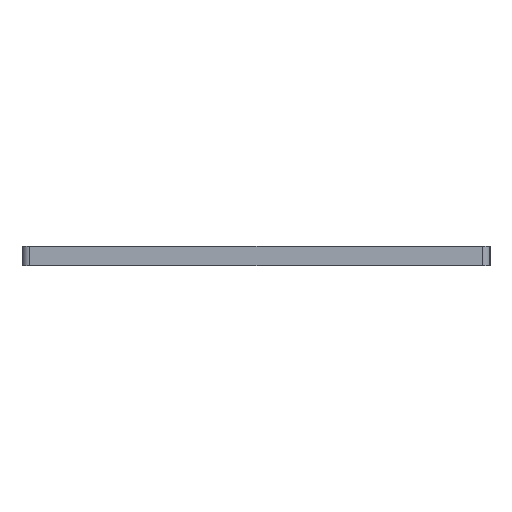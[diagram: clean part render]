
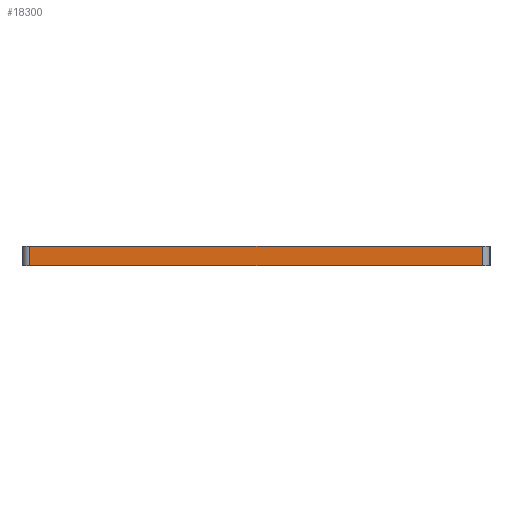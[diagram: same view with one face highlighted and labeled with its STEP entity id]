
A CAD part, left-side view. The second image highlights one B-rep face of the part: STEP entity #18300.
In plain terms, the highlighted planar face has unit normal (-1, 0, 0).
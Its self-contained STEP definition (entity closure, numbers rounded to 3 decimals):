
#908 = CARTESIAN_POINT ( 'NONE',  ( -225., -145., 6.35 ) ) ;
#2711 = VERTEX_POINT ( 'NONE', #14347 ) ;
#3049 = EDGE_CURVE ( 'NONE', #7598, #2711, #13101, .T. ) ;
#3699 = FACE_OUTER_BOUND ( 'NONE', #20482, .T. ) ;
#3828 = EDGE_CURVE ( 'NONE', #21279, #7598, #6082, .T. ) ;
#5122 = DIRECTION ( 'NONE',  ( 0., 1., 0. ) ) ;
#5452 = CARTESIAN_POINT ( 'NONE',  ( -225., 150., 6.35 ) ) ;
#6082 = LINE ( 'NONE', #19906, #15539 ) ;
#6684 = CARTESIAN_POINT ( 'NONE',  ( -225., 150., -6.35 ) ) ;
#7063 = CARTESIAN_POINT ( 'NONE',  ( -225., -145., 6.35 ) ) ;
#7425 = DIRECTION ( 'NONE',  ( 0., 0., -1. ) ) ;
#7589 = CARTESIAN_POINT ( 'NONE',  ( -225., 145., -6.35 ) ) ;
#7598 = VERTEX_POINT ( 'NONE', #7589 ) ;
#8705 = VECTOR ( 'NONE', #23109, 1000. ) ;
#8900 = VECTOR ( 'NONE', #19153, 1000. ) ;
#9258 = LINE ( 'NONE', #7063, #8705 ) ;
#9425 = VECTOR ( 'NONE', #16099, 1000. ) ;
#9548 = ORIENTED_EDGE ( 'NONE', *, *, #17941, .T. ) ;
#10576 = ORIENTED_EDGE ( 'NONE', *, *, #3049, .T. ) ;
#11936 = ORIENTED_EDGE ( 'NONE', *, *, #21169, .F. ) ;
#12222 = PLANE ( 'NONE',  #17957 ) ;
#13101 = LINE ( 'NONE', #6684, #8900 ) ;
#14007 = CARTESIAN_POINT ( 'NONE',  ( -225., 150., 6.35 ) ) ;
#14060 = ORIENTED_EDGE ( 'NONE', *, *, #3828, .T. ) ;
#14347 = CARTESIAN_POINT ( 'NONE',  ( -225., -145., -6.35 ) ) ;
#15539 = VECTOR ( 'NONE', #7425, 1000. ) ;
#15938 = VERTEX_POINT ( 'NONE', #908 ) ;
#16099 = DIRECTION ( 'NONE',  ( 0., -1., 0. ) ) ;
#16955 = CARTESIAN_POINT ( 'NONE',  ( -225., 145., 6.35 ) ) ;
#17941 = EDGE_CURVE ( 'NONE', #2711, #15938, #9258, .T. ) ;
#17957 = AXIS2_PLACEMENT_3D ( 'NONE', #14007, #22867, #5122 ) ;
#18300 = ADVANCED_FACE ( 'NONE', ( #3699 ), #12222, .F. ) ;
#18326 = LINE ( 'NONE', #5452, #9425 ) ;
#19153 = DIRECTION ( 'NONE',  ( 0., -1., 0. ) ) ;
#19906 = CARTESIAN_POINT ( 'NONE',  ( -225., 145., 6.35 ) ) ;
#20482 = EDGE_LOOP ( 'NONE', ( #10576, #9548, #11936, #14060 ) ) ;
#21169 = EDGE_CURVE ( 'NONE', #21279, #15938, #18326, .T. ) ;
#21279 = VERTEX_POINT ( 'NONE', #16955 ) ;
#22867 = DIRECTION ( 'NONE',  ( 1., 0., 0. ) ) ;
#23109 = DIRECTION ( 'NONE',  ( 0., 0., 1. ) ) ;
